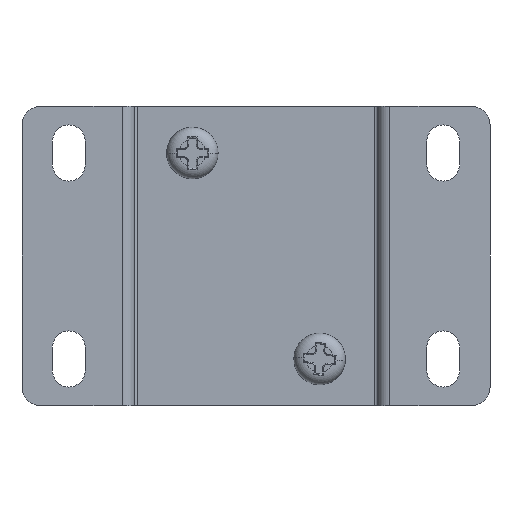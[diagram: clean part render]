
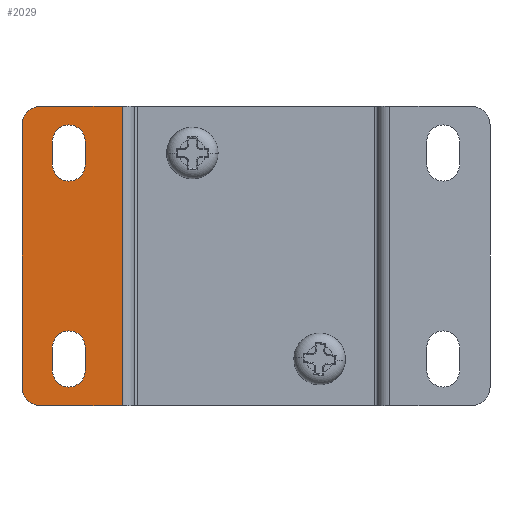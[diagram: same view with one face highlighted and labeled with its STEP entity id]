
A CAD part, front view. The second image highlights one B-rep face of the part: STEP entity #2029.
In plain terms, the highlighted planar face has unit normal (0, -1, 0).
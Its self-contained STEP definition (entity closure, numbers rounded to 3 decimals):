
#5=CARTESIAN_POINT('',(-23.,-4.,14.));
#6=DIRECTION('',(0.,-1.,0.));
#7=DIRECTION('',(0.,0.,1.));
#8=AXIS2_PLACEMENT_3D('',#5,#6,#7);
#10=DIRECTION('',(-1.,0.,0.));
#11=VECTOR('',#10,8.7);
#12=CARTESIAN_POINT('',(-14.3,-4.,16.));
#13=LINE('',#12,#11);
#14=DIRECTION('',(1.,0.,0.));
#15=VECTOR('',#14,8.7);
#16=CARTESIAN_POINT('',(-23.,-4.,-16.));
#17=LINE('',#16,#15);
#18=CARTESIAN_POINT('',(-23.,-4.,-14.));
#19=DIRECTION('',(0.,-1.,0.));
#20=DIRECTION('',(-1.,0.,0.));
#21=AXIS2_PLACEMENT_3D('',#18,#19,#20);
#23=DIRECTION('',(0.,0.,-1.));
#24=VECTOR('',#23,28.);
#25=CARTESIAN_POINT('',(-25.,-4.,14.));
#26=LINE('',#25,#24);
#27=CARTESIAN_POINT('',(-20.,-4.,12.25));
#28=DIRECTION('',(0.,1.,0.));
#29=DIRECTION('',(-1.,0.,0.));
#30=AXIS2_PLACEMENT_3D('',#27,#28,#29);
#32=DIRECTION('',(0.,0.,-1.));
#33=VECTOR('',#32,2.5);
#34=CARTESIAN_POINT('',(-21.75,-4.,12.25));
#35=LINE('',#34,#33);
#36=CARTESIAN_POINT('',(-20.,-4.,9.75));
#37=DIRECTION('',(0.,1.,0.));
#38=DIRECTION('',(1.,0.,0.));
#39=AXIS2_PLACEMENT_3D('',#36,#37,#38);
#41=DIRECTION('',(0.,0.,1.));
#42=VECTOR('',#41,2.5);
#43=CARTESIAN_POINT('',(-18.25,-4.,9.75));
#44=LINE('',#43,#42);
#45=DIRECTION('',(0.,0.,1.));
#46=VECTOR('',#45,2.5);
#47=CARTESIAN_POINT('',(-18.25,-4.,-12.25));
#48=LINE('',#47,#46);
#49=CARTESIAN_POINT('',(-20.,-4.,-9.75));
#50=DIRECTION('',(0.,1.,0.));
#51=DIRECTION('',(-1.,0.,0.));
#52=AXIS2_PLACEMENT_3D('',#49,#50,#51);
#54=DIRECTION('',(0.,0.,-1.));
#55=VECTOR('',#54,2.5);
#56=CARTESIAN_POINT('',(-21.75,-4.,-9.75));
#57=LINE('',#56,#55);
#58=CARTESIAN_POINT('',(-20.,-4.,-12.25));
#59=DIRECTION('',(0.,1.,0.));
#60=DIRECTION('',(1.,0.,0.));
#61=AXIS2_PLACEMENT_3D('',#58,#59,#60);
#83=DIRECTION('',(0.,0.,1.));
#84=VECTOR('',#83,32.);
#85=CARTESIAN_POINT('',(-14.3,-4.,-16.));
#86=LINE('',#85,#84);
#1773=CARTESIAN_POINT('',(-14.3,-4.,-16.));
#1774=CARTESIAN_POINT('',(-14.3,-4.,16.));
#1775=VERTEX_POINT('',#1773);
#1776=VERTEX_POINT('',#1774);
#1817=CARTESIAN_POINT('',(-23.,-4.,16.));
#1818=CARTESIAN_POINT('',(-25.,-4.,14.));
#1819=VERTEX_POINT('',#1817);
#1820=VERTEX_POINT('',#1818);
#1825=CARTESIAN_POINT('',(-25.,-4.,-14.));
#1826=CARTESIAN_POINT('',(-23.,-4.,-16.));
#1827=VERTEX_POINT('',#1825);
#1828=VERTEX_POINT('',#1826);
#1849=CARTESIAN_POINT('',(-21.75,-4.,12.25));
#1850=CARTESIAN_POINT('',(-18.25,-4.,12.25));
#1851=VERTEX_POINT('',#1849);
#1852=VERTEX_POINT('',#1850);
#1853=CARTESIAN_POINT('',(-21.75,-4.,9.75));
#1854=VERTEX_POINT('',#1853);
#1855=CARTESIAN_POINT('',(-18.25,-4.,9.75));
#1856=VERTEX_POINT('',#1855);
#1857=CARTESIAN_POINT('',(-18.25,-4.,-12.25));
#1858=CARTESIAN_POINT('',(-18.25,-4.,-9.75));
#1859=VERTEX_POINT('',#1857);
#1860=VERTEX_POINT('',#1858);
#1861=CARTESIAN_POINT('',(-21.75,-4.,-9.75));
#1862=VERTEX_POINT('',#1861);
#1863=CARTESIAN_POINT('',(-21.75,-4.,-12.25));
#1864=VERTEX_POINT('',#1863);
#1991=CARTESIAN_POINT('',(-13.,-4.,16.));
#1992=DIRECTION('',(0.,-1.,0.));
#1993=DIRECTION('',(0.,0.,1.));
#1994=AXIS2_PLACEMENT_3D('',#1991,#1992,#1993);
#1995=PLANE('',#1994);
#1997=ORIENTED_EDGE('',*,*,#1996,.F.);
#1999=ORIENTED_EDGE('',*,*,#1998,.F.);
#2001=ORIENTED_EDGE('',*,*,#2000,.F.);
#2003=ORIENTED_EDGE('',*,*,#2002,.F.);
#2005=ORIENTED_EDGE('',*,*,#2004,.F.);
#2007=ORIENTED_EDGE('',*,*,#2006,.F.);
#2008=EDGE_LOOP('',(#1997,#1999,#2001,#2003,#2005,#2007));
#2009=FACE_OUTER_BOUND('',#2008,.F.);
#2011=ORIENTED_EDGE('',*,*,#2010,.F.);
#2013=ORIENTED_EDGE('',*,*,#2012,.T.);
#2015=ORIENTED_EDGE('',*,*,#2014,.F.);
#2017=ORIENTED_EDGE('',*,*,#2016,.T.);
#2018=EDGE_LOOP('',(#2011,#2013,#2015,#2017));
#2019=FACE_BOUND('',#2018,.F.);
#2021=ORIENTED_EDGE('',*,*,#2020,.T.);
#2022=ORIENTED_EDGE('',*,*,#1980,.F.);
#2024=ORIENTED_EDGE('',*,*,#2023,.T.);
#2026=ORIENTED_EDGE('',*,*,#2025,.F.);
#2027=EDGE_LOOP('',(#2021,#2022,#2024,#2026));
#2028=FACE_BOUND('',#2027,.F.);
#2029=ADVANCED_FACE('',(#2009,#2019,#2028),#1995,.T.);
#9=CIRCLE('',#8,2.);
#22=CIRCLE('',#21,2.);
#31=CIRCLE('',#30,1.75);
#40=CIRCLE('',#39,1.75);
#53=CIRCLE('',#52,1.75);
#62=CIRCLE('',#61,1.75);
#1980=EDGE_CURVE('',#1862,#1860,#53,.T.);
#1996=EDGE_CURVE('',#1819,#1820,#9,.T.);
#1998=EDGE_CURVE('',#1776,#1819,#13,.T.);
#2000=EDGE_CURVE('',#1775,#1776,#86,.T.);
#2002=EDGE_CURVE('',#1828,#1775,#17,.T.);
#2004=EDGE_CURVE('',#1827,#1828,#22,.T.);
#2006=EDGE_CURVE('',#1820,#1827,#26,.T.);
#2010=EDGE_CURVE('',#1851,#1852,#31,.T.);
#2012=EDGE_CURVE('',#1851,#1854,#35,.T.);
#2014=EDGE_CURVE('',#1856,#1854,#40,.T.);
#2016=EDGE_CURVE('',#1856,#1852,#44,.T.);
#2020=EDGE_CURVE('',#1859,#1860,#48,.T.);
#2023=EDGE_CURVE('',#1862,#1864,#57,.T.);
#2025=EDGE_CURVE('',#1859,#1864,#62,.T.);
